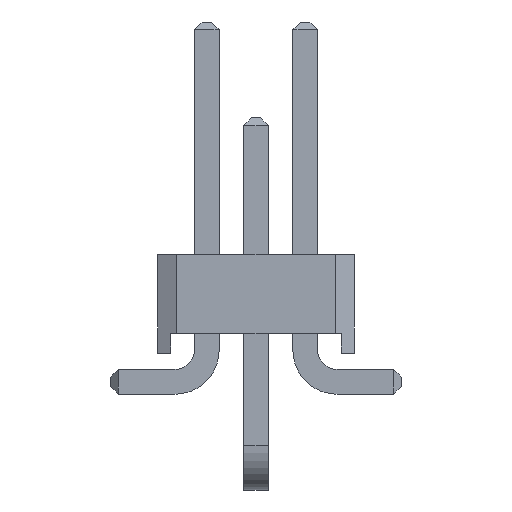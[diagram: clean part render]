
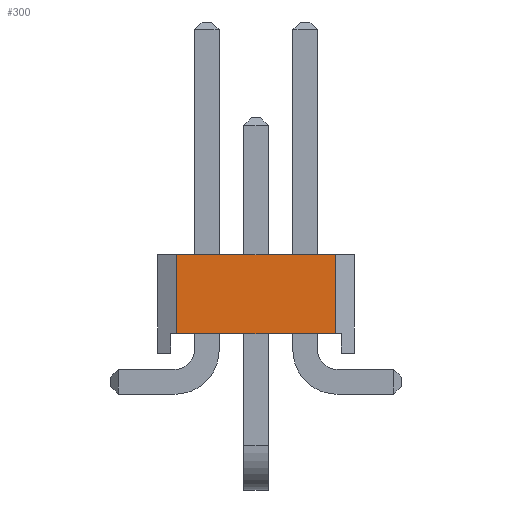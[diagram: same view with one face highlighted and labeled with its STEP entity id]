
A CAD part, left-side view. The second image highlights one B-rep face of the part: STEP entity #300.
In plain terms, the highlighted planar face has unit normal (-1, 0, 0).
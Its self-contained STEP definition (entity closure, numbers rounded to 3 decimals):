
#300 = ADVANCED_FACE( '', ( #621 ), #622, .T. );
#621 = FACE_OUTER_BOUND( '', #947, .T. );
#622 = PLANE( '', #948 );
#947 = EDGE_LOOP( '', ( #1829, #1830, #1831, #1832 ) );
#948 = AXIS2_PLACEMENT_3D( '', #1833, #1834, #1835 );
#1829 = ORIENTED_EDGE( '', *, *, #2217, .F. );
#1830 = ORIENTED_EDGE( '', *, *, #2233, .T. );
#1831 = ORIENTED_EDGE( '', *, *, #2149, .T. );
#1832 = ORIENTED_EDGE( '', *, *, #2083, .T. );
#1833 = CARTESIAN_POINT( '', ( -5.08, -2.54, -1.27 ) );
#1834 = DIRECTION( '', ( -1., 0., 0. ) );
#1835 = DIRECTION( '', ( 0., 0., 1. ) );
#2083 = EDGE_CURVE( '', #2567, #2565, #2568, .T. );
#2149 = EDGE_CURVE( '', #2654, #2567, #2657, .T. );
#2217 = EDGE_CURVE( '', #2742, #2565, #2744, .T. );
#2233 = EDGE_CURVE( '', #2742, #2654, #2761, .T. );
#2565 = VERTEX_POINT( '', #3240 );
#2567 = VERTEX_POINT( '', #3243 );
#2568 = LINE( '', #3244, #3245 );
#2654 = VERTEX_POINT( '', #3376 );
#2657 = LINE( '', #3381, #3382 );
#2742 = VERTEX_POINT( '', #3509 );
#2744 = LINE( '', #3512, #3513 );
#2761 = LINE( '', #3540, #3541 );
#3240 = CARTESIAN_POINT( '', ( -5.08, 2.04, 1.27 ) );
#3243 = CARTESIAN_POINT( '', ( -5.08, -2.04, 1.27 ) );
#3244 = CARTESIAN_POINT( '', ( -5.08, -2.54, 1.27 ) );
#3245 = VECTOR( '', #3728, 1000. );
#3376 = CARTESIAN_POINT( '', ( -5.08, -2.04, -0.77 ) );
#3381 = CARTESIAN_POINT( '', ( -5.08, -2.04, -10.589 ) );
#3382 = VECTOR( '', #3776, 1000. );
#3509 = CARTESIAN_POINT( '', ( -5.08, 2.04, -0.77 ) );
#3512 = CARTESIAN_POINT( '', ( -5.08, 2.04, -10.589 ) );
#3513 = VECTOR( '', #3820, 1000. );
#3540 = CARTESIAN_POINT( '', ( -5.08, -2.54, -0.77 ) );
#3541 = VECTOR( '', #3831, 1000. );
#3728 = DIRECTION( '', ( 0., 1., 0. ) );
#3776 = DIRECTION( '', ( 0., 0., 1. ) );
#3820 = DIRECTION( '', ( 0., 0., 1. ) );
#3831 = DIRECTION( '', ( 0., -1., 0. ) );
